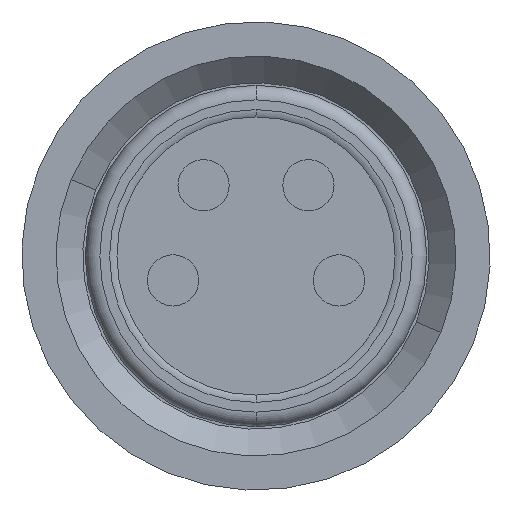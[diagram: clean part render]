
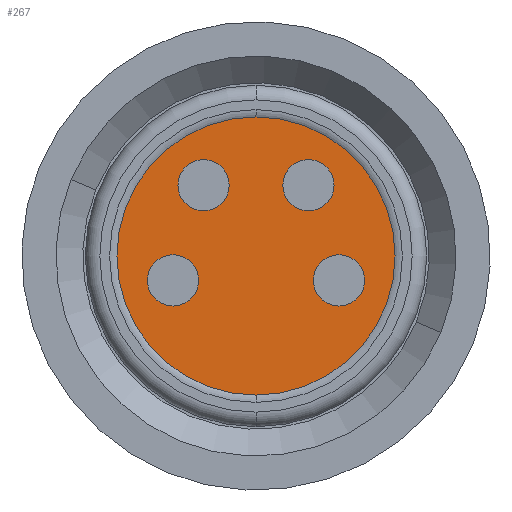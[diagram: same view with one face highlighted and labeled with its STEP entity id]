
A CAD part, left-side view. The second image highlights one B-rep face of the part: STEP entity #267.
In plain terms, the highlighted planar face has unit normal (-1, 0, 0).
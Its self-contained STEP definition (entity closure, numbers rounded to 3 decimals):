
#267=ADVANCED_FACE('',(#599,#600,#601,#602,#603),#604,.T.);
#599=FACE_OUTER_BOUND('',#1005,.T.);
#600=FACE_BOUND('',#1006,.T.);
#601=FACE_BOUND('',#1007,.T.);
#602=FACE_BOUND('',#1008,.T.);
#603=FACE_BOUND('',#1009,.T.);
#604=PLANE('',#1010);
#1005=EDGE_LOOP('',(#1739,#1740));
#1006=EDGE_LOOP('',(#1741,#1742,#1743));
#1007=EDGE_LOOP('',(#1744,#1745));
#1008=EDGE_LOOP('',(#1746,#1747,#1748));
#1009=EDGE_LOOP('',(#1749,#1750));
#1010=AXIS2_PLACEMENT_3D('',#1751,#1752,#1753);
#1739=ORIENTED_EDGE('',*,*,#2455,.F.);
#1740=ORIENTED_EDGE('',*,*,#2573,.F.);
#1741=ORIENTED_EDGE('',*,*,#2574,.F.);
#1742=ORIENTED_EDGE('',*,*,#2575,.F.);
#1743=ORIENTED_EDGE('',*,*,#2461,.F.);
#1744=ORIENTED_EDGE('',*,*,#2444,.T.);
#1745=ORIENTED_EDGE('',*,*,#2576,.T.);
#1746=ORIENTED_EDGE('',*,*,#2466,.T.);
#1747=ORIENTED_EDGE('',*,*,#2577,.T.);
#1748=ORIENTED_EDGE('',*,*,#2467,.T.);
#1749=ORIENTED_EDGE('',*,*,#2570,.F.);
#1750=ORIENTED_EDGE('',*,*,#2472,.F.);
#1751=CARTESIAN_POINT('',(87.367,-13.23,-38.88));
#1752=DIRECTION('',(-1.0,0.,0.));
#1753=DIRECTION('',(0.,1.0,0.0));
#2444=EDGE_CURVE('',#2946,#2950,#2952,.T.);
#2455=EDGE_CURVE('',#2966,#2968,#2969,.T.);
#2461=EDGE_CURVE('',#2977,#2973,#2979,.T.);
#2466=EDGE_CURVE('',#2988,#2986,#2989,.T.);
#2467=EDGE_CURVE('',#2982,#2988,#2990,.T.);
#2472=EDGE_CURVE('',#2997,#2993,#2999,.T.);
#2570=EDGE_CURVE('',#2993,#2997,#3145,.T.);
#2573=EDGE_CURVE('',#2968,#2966,#3148,.T.);
#2574=EDGE_CURVE('',#3149,#2977,#3150,.T.);
#2575=EDGE_CURVE('',#2973,#3149,#3151,.T.);
#2576=EDGE_CURVE('',#2950,#2946,#3152,.T.);
#2577=EDGE_CURVE('',#2986,#2982,#3153,.T.);
#2946=VERTEX_POINT('',#3571);
#2950=VERTEX_POINT('',#3576);
#2952=CIRCLE('',#3579,0.525);
#2966=VERTEX_POINT('',#3595);
#2968=VERTEX_POINT('',#3598);
#2969=CIRCLE('',#3599,2.85);
#2973=VERTEX_POINT('',#3604);
#2977=VERTEX_POINT('',#3609);
#2979=CIRCLE('',#3612,0.525);
#2982=VERTEX_POINT('',#3615);
#2986=VERTEX_POINT('',#3620);
#2988=VERTEX_POINT('',#3623);
#2989=CIRCLE('',#3624,0.525);
#2990=CIRCLE('',#3625,0.525);
#2993=VERTEX_POINT('',#3628);
#2997=VERTEX_POINT('',#3633);
#2999=CIRCLE('',#3636,0.525);
#3145=CIRCLE('',#4134,0.525);
#3148=CIRCLE('',#4137,2.85);
#3149=VERTEX_POINT('',#4138);
#3150=CIRCLE('',#4139,0.525);
#3151=CIRCLE('',#4140,0.525);
#3152=CIRCLE('',#4141,0.525);
#3153=CIRCLE('',#4142,0.525);
#3571=CARTESIAN_POINT('',(87.367,-15.889,-37.737));
#3576=CARTESIAN_POINT('',(87.367,-15.889,-38.787));
#3579=AXIS2_PLACEMENT_3D('',#4548,#4549,#4550);
#3595=CARTESIAN_POINT('',(87.367,-14.189,-40.612));
#3598=CARTESIAN_POINT('',(87.367,-14.189,-34.912));
#3599=AXIS2_PLACEMENT_3D('',#4566,#4567,#4568);
#3604=CARTESIAN_POINT('',(87.367,-13.639,-36.312));
#3609=CARTESIAN_POINT('',(87.367,-12.589,-36.312));
#3612=AXIS2_PLACEMENT_3D('',#4575,#4576,#4577);
#3615=CARTESIAN_POINT('',(87.367,-14.739,-36.312));
#3620=CARTESIAN_POINT('',(87.367,-15.789,-36.312));
#3623=CARTESIAN_POINT('',(87.367,-15.264,-35.787));
#3624=AXIS2_PLACEMENT_3D('',#4583,#4584,#4585);
#3625=AXIS2_PLACEMENT_3D('',#4586,#4587,#4588);
#3628=CARTESIAN_POINT('',(87.367,-12.489,-37.737));
#3633=CARTESIAN_POINT('',(87.367,-12.489,-38.787));
#3636=AXIS2_PLACEMENT_3D('',#4594,#4595,#4596);
#4134=AXIS2_PLACEMENT_3D('',#4748,#4749,#4750);
#4137=AXIS2_PLACEMENT_3D('',#4754,#4755,#4756);
#4138=CARTESIAN_POINT('',(87.367,-13.114,-35.787));
#4139=AXIS2_PLACEMENT_3D('',#4757,#4758,#4759);
#4140=AXIS2_PLACEMENT_3D('',#4760,#4761,#4762);
#4141=AXIS2_PLACEMENT_3D('',#4763,#4764,#4765);
#4142=AXIS2_PLACEMENT_3D('',#4766,#4767,#4768);
#4548=CARTESIAN_POINT('',(87.367,-15.889,-38.262));
#4549=DIRECTION('',(1.0,0.,0.));
#4550=DIRECTION('',(0.,0.,1.0));
#4566=CARTESIAN_POINT('',(87.367,-14.189,-37.762));
#4567=DIRECTION('',(1.0,0.,0.));
#4568=DIRECTION('',(0.,0.,-1.0));
#4575=CARTESIAN_POINT('',(87.367,-13.114,-36.312));
#4576=DIRECTION('',(-1.0,0.,0.));
#4577=DIRECTION('',(0.,0.,1.0));
#4583=CARTESIAN_POINT('',(87.367,-15.264,-36.312));
#4584=DIRECTION('',(1.0,0.,0.));
#4585=DIRECTION('',(0.,0.,1.0));
#4586=CARTESIAN_POINT('',(87.367,-15.264,-36.312));
#4587=DIRECTION('',(1.0,0.,0.));
#4588=DIRECTION('',(0.,0.,1.0));
#4594=CARTESIAN_POINT('',(87.367,-12.489,-38.262));
#4595=DIRECTION('',(-1.0,0.,0.));
#4596=DIRECTION('',(0.,0.,1.0));
#4748=CARTESIAN_POINT('',(87.367,-12.489,-38.262));
#4749=DIRECTION('',(-1.0,0.,0.));
#4750=DIRECTION('',(0.,0.,1.0));
#4754=CARTESIAN_POINT('',(87.367,-14.189,-37.762));
#4755=DIRECTION('',(1.0,0.,0.));
#4756=DIRECTION('',(0.,0.,-1.0));
#4757=CARTESIAN_POINT('',(87.367,-13.114,-36.312));
#4758=DIRECTION('',(-1.0,0.,0.));
#4759=DIRECTION('',(0.,0.,1.0));
#4760=CARTESIAN_POINT('',(87.367,-13.114,-36.312));
#4761=DIRECTION('',(-1.0,0.,0.));
#4762=DIRECTION('',(0.,0.,1.0));
#4763=CARTESIAN_POINT('',(87.367,-15.889,-38.262));
#4764=DIRECTION('',(1.0,0.,0.));
#4765=DIRECTION('',(0.,0.,1.0));
#4766=CARTESIAN_POINT('',(87.367,-15.264,-36.312));
#4767=DIRECTION('',(1.0,0.,0.));
#4768=DIRECTION('',(0.,0.,1.0));
